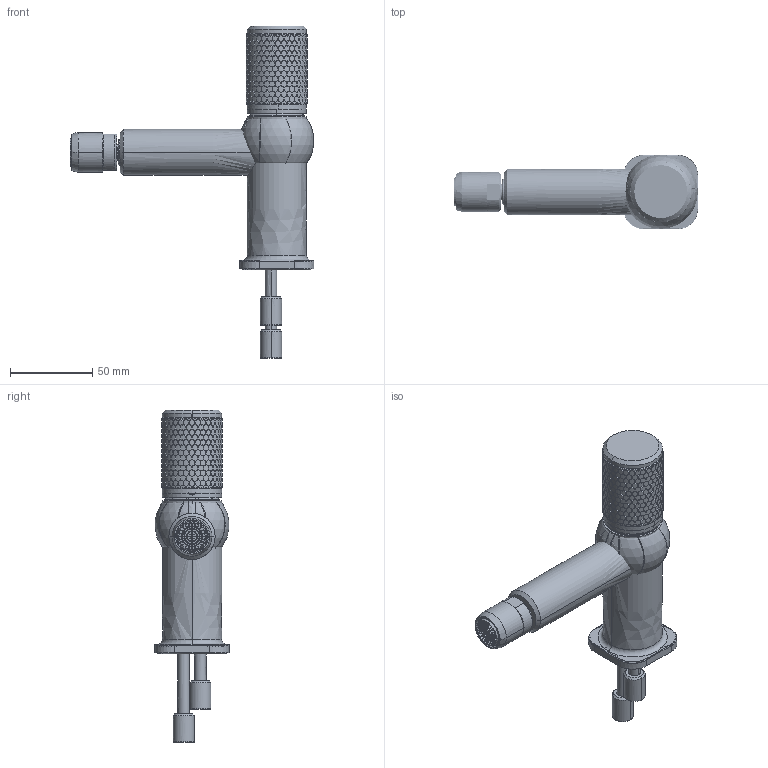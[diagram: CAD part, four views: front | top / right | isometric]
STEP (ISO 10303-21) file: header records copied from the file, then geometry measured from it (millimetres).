
FILE_DESCRIPTION((''),'2;1');
FILE_NAME('WXP468163_ASM_ASM','2020-07-03T',('fth20'),(''),'CREO PARAMETRIC BY PTC INC, 2015480','CREO PARAMETRIC BY PTC INC, 2015480','');
FILE_SCHEMA(('CONFIG_CONTROL_DESIGN'));
Products named in the file (42): 80W468163_2; 81W468163_1; 80T468163_ASM_1_ASM; 82W468163_1; 80W07060_1; 8NM70000_1; 80W07080_1; 81T468163_ASM_1_ASM; J10250MZ07_2_1_2_1; J10250MZ07_2_1_2_2; J10250MZ07_2_1_2_3; J10250MZ07_2_1_2_4; J10250MZ07_2_1_2_5; J10250MZ07_2_1_2_6; J10250MZ07_2_1_2_ASM; 8YG569080_2_1; 82P25WUJ3_2_1; 8ZG569081_2_1; 81P25WXP2_2_1; 82P25WXP1_2_1; 80P25WXP1_2_1; 8EM4X12_1; 8J42X25_2_1; 8CM5X6RB_2_1; 8XJ569081_2_1; 8J30X2A_AF2_2; 8J15X11X3_1; 81T49144_1; R01010-R01_1; R01010-R02_1; R01010-R03_1; R01010-R04_1; R01010_ASM_1_ASM; 8J21X158X22_1; 82M24021XNP01_2_1_2_1; 82M24021XNP01_2_1_2_2; 82M24021XNP01_2_1_2_ASM; 81M22011_1; 8J27X2A_1; 8J33X2A_1 ...
Assembly tree (42 placements, depth 4):
  WXP468163_ASM_ASM
    WXP468163_ASM_1_ASM
      80T468163_ASM_1_ASM
        80W468163_2
        81W468163_1
      81T468163_ASM_1_ASM
        82W468163_1
        80W07060_1
        8NM70000_1  x2
        80W07080_1
      J10250MZ07_2_1_2_ASM
        J10250MZ07_2_1_2_1
        J10250MZ07_2_1_2_2
        J10250MZ07_2_1_2_3
        J10250MZ07_2_1_2_4
        J10250MZ07_2_1_2_5
        J10250MZ07_2_1_2_6
      8YG569080_2_1
      82P25WUJ3_2_1
      8ZG569081_2_1
      81P25WXP2_2_1
      82P25WXP1_2_1
      80P25WXP1_2_1
      8EM4X12_1
      8J42X25_2_1
      8CM5X6RB_2_1
      8XJ569081_2_1
      8J30X2A_AF2_2
      8J15X11X3_1
      81T49144_1
      R01010_ASM_1_ASM
        R01010-R01_1
        R01010-R02_1
        R01010-R03_1
        R01010-R04_1
      8J21X158X22_1
      82M24021XNP01_2_1_2_ASM
        82M24021XNP01_2_1_2_1
        82M24021XNP01_2_1_2_2
      81M22011_1
      8J27X2A_1
      8J33X2A_1
Bounding box: 147.8 x 45 x 201.3 mm (x, y, z)
Surface area: 138896.1 mm2 (no closed solid volume)
Topology: 0 solids, 0 shells, 5336 faces, 25806 edges, 25655 vertices
Faces by surface type: bspline 5189, torus 136, sphere 11
Entity records: 435440 total; most frequent: CARTESIAN_POINT 230437, DIRECTION 26406, DEFINITIONAL_REPRESENTATION 25420, PCURVE 25420, COMPOSITE_CURVE_SEGMENT 25420, TRIMMED_CURVE 23557, VECTOR 21252, LINE 21252
